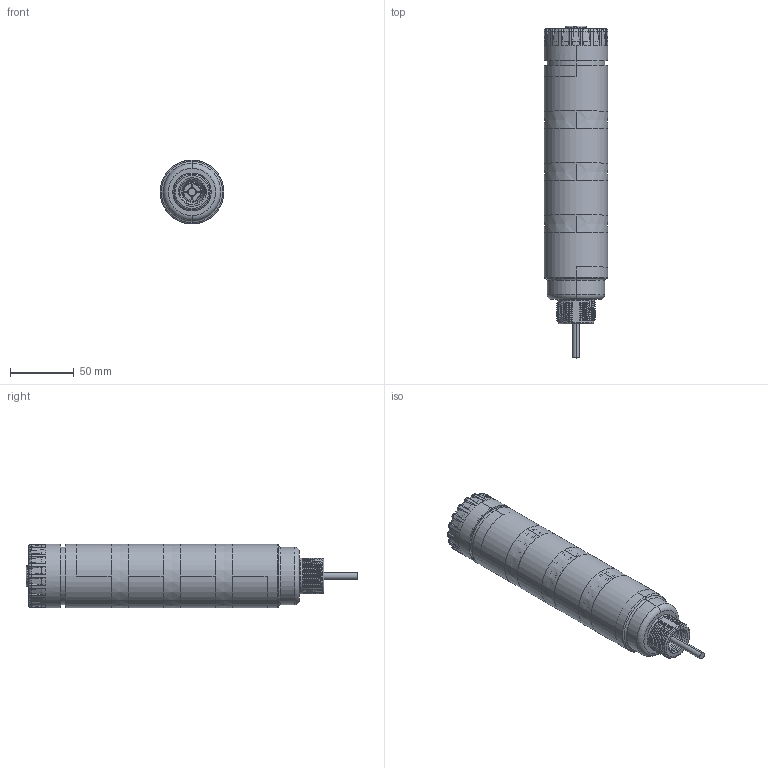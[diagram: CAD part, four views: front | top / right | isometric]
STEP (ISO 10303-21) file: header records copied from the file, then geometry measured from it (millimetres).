
FILE_DESCRIPTION((''),'2;1');
FILE_NAME('145186_SW','2009-02-10T',('banengservice'),('BANNER ENGINEERING'),'PRO/ENGINEER BY PARAMETRIC TECHNOLOGY CORPORATION, 2006170','PRO/ENGINEER BY PARAMETRIC TECHNOLOGY CORPORATION, 2006170','');
FILE_SCHEMA(('CONFIG_CONTROL_DESIGN'));
Products named in the file (1): 145186_SW
Bounding box: 50 x 259.85 x 50 mm (x, y, z)
Volume: 134492.2 mm3; surface area: 130303.6 mm2
Topology: 3 solids, 3 shells, 1992 faces, 5205 edges, 3315 vertices
Faces by surface type: plane 821, cylinder 599, torus 220, bspline 200, cone 152
Entity records: 92207 total; most frequent: CARTESIAN_POINT 43926, ORIENTED_EDGE 10406, DIRECTION 9800, EDGE_CURVE 5203, AXIS2_PLACEMENT_3D 3656, VERTEX_POINT 3315, VECTOR 2488, LINE 2488
